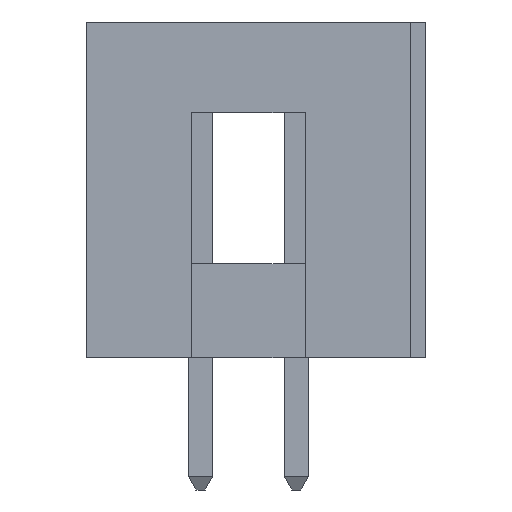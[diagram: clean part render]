
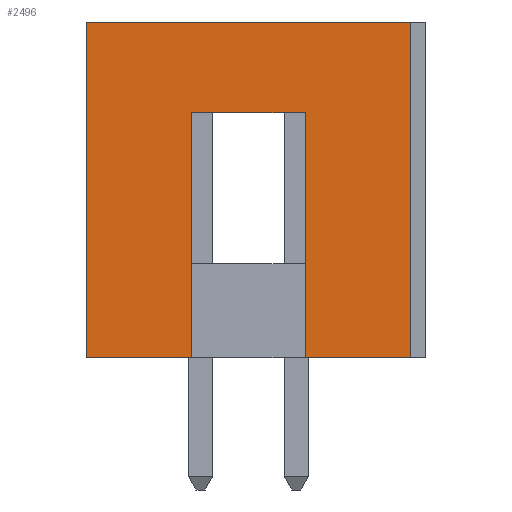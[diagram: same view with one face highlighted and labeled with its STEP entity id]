
A CAD part, left-side view. The second image highlights one B-rep face of the part: STEP entity #2496.
In plain terms, the highlighted planar face has unit normal (-1, 0, 0).
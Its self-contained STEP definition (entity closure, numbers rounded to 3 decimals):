
#904 = VERTEX_POINT ( 'NONE', #9128 ) ;
#1328 = VECTOR ( 'NONE', #9688, 1000. ) ;
#1447 = ORIENTED_EDGE ( 'NONE', *, *, #36674, .F. ) ;
#1485 = CARTESIAN_POINT ( 'NONE',  ( 0., 0., 0. ) ) ;
#1491 = VECTOR ( 'NONE', #4905, 1000. ) ;
#1557 = FACE_OUTER_BOUND ( 'NONE', #20722, .T. ) ;
#2435 = LINE ( 'NONE', #32558, #20211 ) ;
#2496 = ADVANCED_FACE ( 'NONE', ( #1557 ), #5873, .T. ) ;
#2602 = DIRECTION ( 'NONE',  ( -1., 0., 0. ) ) ;
#2904 = EDGE_CURVE ( 'NONE', #37081, #14548, #29734, .T. ) ;
#3703 = VERTEX_POINT ( 'NONE', #12885 ) ;
#4124 = CARTESIAN_POINT ( 'NONE',  ( 0., 5.8, 6.5 ) ) ;
#4756 = CARTESIAN_POINT ( 'NONE',  ( 0., 5.8, 6.5 ) ) ;
#4905 = DIRECTION ( 'NONE',  ( 0., 1., 0. ) ) ;
#5009 = VECTOR ( 'NONE', #19219, 1000. ) ;
#5873 = PLANE ( 'NONE',  #19382 ) ;
#5894 = ORIENTED_EDGE ( 'NONE', *, *, #2904, .F. ) ;
#5895 = ORIENTED_EDGE ( 'NONE', *, *, #8789, .F. ) ;
#7104 = DIRECTION ( 'NONE',  ( 0., 0., -1. ) ) ;
#8789 = EDGE_CURVE ( 'NONE', #32822, #37840, #2435, .T. ) ;
#9128 = CARTESIAN_POINT ( 'NONE',  ( 0., 0., 8.9 ) ) ;
#9688 = DIRECTION ( 'NONE',  ( 0., 1., 0. ) ) ;
#10740 = EDGE_CURVE ( 'NONE', #3703, #37840, #40274, .T. ) ;
#10762 = LINE ( 'NONE', #37975, #1328 ) ;
#11513 = VECTOR ( 'NONE', #11886, 1000. ) ;
#11616 = VECTOR ( 'NONE', #11918, 1000. ) ;
#11886 = DIRECTION ( 'NONE',  ( 0., 0., -1. ) ) ;
#11918 = DIRECTION ( 'NONE',  ( 0., 1., 0. ) ) ;
#12055 = VECTOR ( 'NONE', #7104, 1000. ) ;
#12885 = CARTESIAN_POINT ( 'NONE',  ( 0., 8.6, 8.9 ) ) ;
#14415 = LINE ( 'NONE', #36770, #5009 ) ;
#14548 = VERTEX_POINT ( 'NONE', #35203 ) ;
#14939 = DIRECTION ( 'NONE',  ( 0., 1., 0. ) ) ;
#15335 = VERTEX_POINT ( 'NONE', #30437 ) ;
#17673 = LINE ( 'NONE', #20561, #36415 ) ;
#17914 = CARTESIAN_POINT ( 'NONE',  ( 0., 0., 0. ) ) ;
#18214 = EDGE_CURVE ( 'NONE', #15335, #14548, #14415, .T. ) ;
#19219 = DIRECTION ( 'NONE',  ( 0., 0., -1. ) ) ;
#19382 = AXIS2_PLACEMENT_3D ( 'NONE', #44854, #2602, #27380 ) ;
#19866 = EDGE_CURVE ( 'NONE', #15335, #30070, #39826, .T. ) ;
#20211 = VECTOR ( 'NONE', #14939, 1000. ) ;
#20561 = CARTESIAN_POINT ( 'NONE',  ( 0., 0., 8.9 ) ) ;
#20722 = EDGE_LOOP ( 'NONE', ( #42695, #5894, #43769, #24680, #30871, #5895, #1447, #24927 ) ) ;
#21825 = EDGE_CURVE ( 'NONE', #904, #37081, #17673, .T. ) ;
#24680 = ORIENTED_EDGE ( 'NONE', *, *, #33171, .T. ) ;
#24927 = ORIENTED_EDGE ( 'NONE', *, *, #19866, .F. ) ;
#27380 = DIRECTION ( 'NONE',  ( 0., 0., 1. ) ) ;
#28591 = CARTESIAN_POINT ( 'NONE',  ( 0., 5.8, 0. ) ) ;
#29734 = LINE ( 'NONE', #1485, #1491 ) ;
#30070 = VERTEX_POINT ( 'NONE', #4124 ) ;
#30437 = CARTESIAN_POINT ( 'NONE',  ( 0., 2.8, 6.5 ) ) ;
#30871 = ORIENTED_EDGE ( 'NONE', *, *, #10740, .T. ) ;
#32558 = CARTESIAN_POINT ( 'NONE',  ( 0., 0., 0. ) ) ;
#32822 = VERTEX_POINT ( 'NONE', #28591 ) ;
#33171 = EDGE_CURVE ( 'NONE', #904, #3703, #10762, .T. ) ;
#35203 = CARTESIAN_POINT ( 'NONE',  ( 0., 2.8, 0. ) ) ;
#36340 = CARTESIAN_POINT ( 'NONE',  ( 0., 8.6, 0. ) ) ;
#36415 = VECTOR ( 'NONE', #45267, 1000. ) ;
#36674 = EDGE_CURVE ( 'NONE', #30070, #32822, #39727, .T. ) ;
#36770 = CARTESIAN_POINT ( 'NONE',  ( 0., 2.8, 6.5 ) ) ;
#37081 = VERTEX_POINT ( 'NONE', #17914 ) ;
#37840 = VERTEX_POINT ( 'NONE', #36340 ) ;
#37975 = CARTESIAN_POINT ( 'NONE',  ( 0., 0., 8.9 ) ) ;
#39727 = LINE ( 'NONE', #4756, #11513 ) ;
#39826 = LINE ( 'NONE', #40051, #11616 ) ;
#40051 = CARTESIAN_POINT ( 'NONE',  ( 0., 2.8, 6.5 ) ) ;
#40274 = LINE ( 'NONE', #45936, #12055 ) ;
#42695 = ORIENTED_EDGE ( 'NONE', *, *, #18214, .T. ) ;
#43769 = ORIENTED_EDGE ( 'NONE', *, *, #21825, .F. ) ;
#44854 = CARTESIAN_POINT ( 'NONE',  ( 0., 0., 8.9 ) ) ;
#45267 = DIRECTION ( 'NONE',  ( 0., 0., -1. ) ) ;
#45936 = CARTESIAN_POINT ( 'NONE',  ( 0., 8.6, 8.9 ) ) ;
